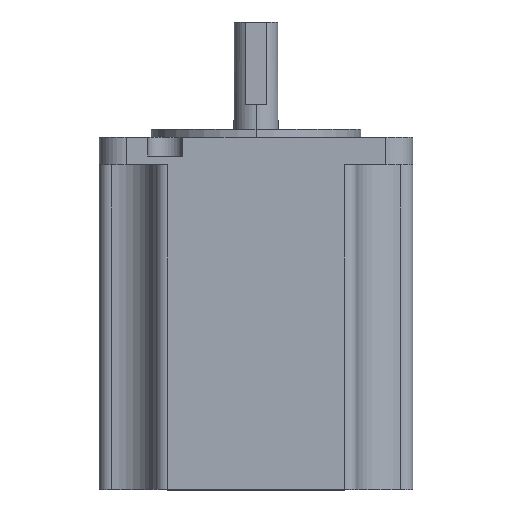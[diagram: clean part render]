
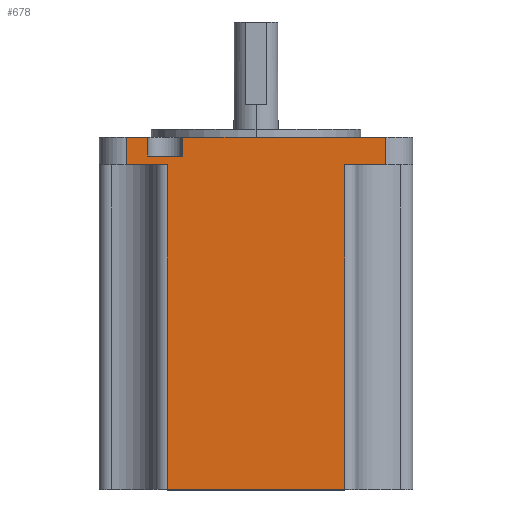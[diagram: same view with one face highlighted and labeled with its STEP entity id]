
A CAD part, top view. The second image highlights one B-rep face of the part: STEP entity #678.
In plain terms, the highlighted planar face has unit normal (0, 0, 1).
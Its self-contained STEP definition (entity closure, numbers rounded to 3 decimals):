
#24 = ORIENTED_EDGE ( 'NONE', *, *, #1103, .T. ) ;
#25 = EDGE_CURVE ( 'NONE', #985, #64, #35, .T. ) ;
#35 = LINE ( 'NONE', #829, #1990 ) ;
#46 = DIRECTION ( 'NONE',  ( 1., 0., 0. ) ) ;
#64 = VERTEX_POINT ( 'NONE', #625 ) ;
#67 = ORIENTED_EDGE ( 'NONE', *, *, #1882, .T. ) ;
#137 = VERTEX_POINT ( 'NONE', #1784 ) ;
#151 = EDGE_CURVE ( 'NONE', #2240, #878, #2126, .T. ) ;
#185 = DIRECTION ( 'NONE',  ( 1., 0., 0. ) ) ;
#236 = LINE ( 'NONE', #690, #2190 ) ;
#288 = DIRECTION ( 'NONE',  ( -1., 0., 0. ) ) ;
#329 = VECTOR ( 'NONE', #858, 1000. ) ;
#334 = CARTESIAN_POINT ( 'NONE',  ( 0., -64., 0. ) ) ;
#438 = CARTESIAN_POINT ( 'NONE',  ( 8.8, -3.4, 0. ) ) ;
#453 = VERTEX_POINT ( 'NONE', #1066 ) ;
#458 = EDGE_CURVE ( 'NONE', #1981, #137, #236, .T. ) ;
#489 = VECTOR ( 'NONE', #1531, 1000. ) ;
#522 = DIRECTION ( 'NONE',  ( -1., 0., 0. ) ) ;
#532 = CARTESIAN_POINT ( 'NONE',  ( 4.93, -6., 0. ) ) ;
#542 = LINE ( 'NONE', #601, #922 ) ;
#588 = EDGE_CURVE ( 'NONE', #2416, #453, #1399, .T. ) ;
#597 = VECTOR ( 'NONE', #185, 1000. ) ;
#601 = CARTESIAN_POINT ( 'NONE',  ( 44.6, -5., 0. ) ) ;
#604 = VERTEX_POINT ( 'NONE', #1085 ) ;
#625 = CARTESIAN_POINT ( 'NONE',  ( 15.2, -3.4, 0. ) ) ;
#643 = EDGE_CURVE ( 'NONE', #453, #1827, #1831, .T. ) ;
#675 = CARTESIAN_POINT ( 'NONE',  ( 0., -64., 0. ) ) ;
#678 = ADVANCED_FACE ( 'NONE', ( #1164 ), #1835, .T. ) ;
#690 = CARTESIAN_POINT ( 'NONE',  ( 44.6, -5., 0. ) ) ;
#715 = DIRECTION ( 'NONE',  ( 0., 1., 0. ) ) ;
#731 = VERTEX_POINT ( 'NONE', #1845 ) ;
#744 = VECTOR ( 'NONE', #2112, 1000. ) ;
#823 = CARTESIAN_POINT ( 'NONE',  ( 12.4, -5., 0. ) ) ;
#827 = VECTOR ( 'NONE', #1480, 1000. ) ;
#829 = CARTESIAN_POINT ( 'NONE',  ( 8.8, -3.4, 0. ) ) ;
#838 = LINE ( 'NONE', #675, #329 ) ;
#858 = DIRECTION ( 'NONE',  ( 1., 0., 0. ) ) ;
#874 = CARTESIAN_POINT ( 'NONE',  ( 52.07, -5., 0. ) ) ;
#878 = VERTEX_POINT ( 'NONE', #928 ) ;
#922 = VECTOR ( 'NONE', #2273, 1000. ) ;
#928 = CARTESIAN_POINT ( 'NONE',  ( 52.07, 0., 0. ) ) ;
#985 = VERTEX_POINT ( 'NONE', #1878 ) ;
#989 = LINE ( 'NONE', #2087, #489 ) ;
#991 = ORIENTED_EDGE ( 'NONE', *, *, #588, .F. ) ;
#1066 = CARTESIAN_POINT ( 'NONE',  ( 4.93, -5., 0. ) ) ;
#1085 = CARTESIAN_POINT ( 'NONE',  ( 12.4, -64., 0. ) ) ;
#1103 = EDGE_CURVE ( 'NONE', #2416, #604, #989, .T. ) ;
#1105 = DIRECTION ( 'NONE',  ( 0., 0., 1. ) ) ;
#1159 = ORIENTED_EDGE ( 'NONE', *, *, #2127, .F. ) ;
#1164 = FACE_OUTER_BOUND ( 'NONE', #1645, .T. ) ;
#1204 = CARTESIAN_POINT ( 'NONE',  ( 52.07, -6., 0. ) ) ;
#1226 = LINE ( 'NONE', #438, #744 ) ;
#1235 = CARTESIAN_POINT ( 'NONE',  ( 0., 0., 0. ) ) ;
#1244 = LINE ( 'NONE', #1204, #2179 ) ;
#1288 = CARTESIAN_POINT ( 'NONE',  ( 15.2, -3.4, 0. ) ) ;
#1356 = AXIS2_PLACEMENT_3D ( 'NONE', #334, #1105, #2405 ) ;
#1383 = EDGE_CURVE ( 'NONE', #604, #1572, #838, .T. ) ;
#1399 = LINE ( 'NONE', #2250, #2325 ) ;
#1480 = DIRECTION ( 'NONE',  ( 0., 1., 0. ) ) ;
#1501 = ORIENTED_EDGE ( 'NONE', *, *, #458, .F. ) ;
#1525 = ORIENTED_EDGE ( 'NONE', *, *, #1638, .T. ) ;
#1531 = DIRECTION ( 'NONE',  ( 0., -1., 0. ) ) ;
#1572 = VERTEX_POINT ( 'NONE', #2108 ) ;
#1605 = DIRECTION ( 'NONE',  ( 1., 0., 0. ) ) ;
#1638 = EDGE_CURVE ( 'NONE', #1981, #878, #1244, .T. ) ;
#1645 = EDGE_LOOP ( 'NONE', ( #2110, #2437, #1501, #1525, #2357, #1159, #2246, #67, #1731, #2429, #991, #24 ) ) ;
#1731 = ORIENTED_EDGE ( 'NONE', *, *, #2251, .F. ) ;
#1784 = CARTESIAN_POINT ( 'NONE',  ( 44.6, -5., 0. ) ) ;
#1800 = EDGE_CURVE ( 'NONE', #137, #1572, #542, .T. ) ;
#1812 = LINE ( 'NONE', #1288, #827 ) ;
#1827 = VERTEX_POINT ( 'NONE', #1904 ) ;
#1831 = LINE ( 'NONE', #532, #2218 ) ;
#1835 = PLANE ( 'NONE',  #1356 ) ;
#1845 = CARTESIAN_POINT ( 'NONE',  ( 8.8, 0., 0. ) ) ;
#1878 = CARTESIAN_POINT ( 'NONE',  ( 8.8, -3.4, 0. ) ) ;
#1882 = EDGE_CURVE ( 'NONE', #985, #731, #1226, .T. ) ;
#1904 = CARTESIAN_POINT ( 'NONE',  ( 4.93, 0., 0. ) ) ;
#1981 = VERTEX_POINT ( 'NONE', #874 ) ;
#1990 = VECTOR ( 'NONE', #46, 1000. ) ;
#2028 = LINE ( 'NONE', #2069, #597 ) ;
#2067 = VECTOR ( 'NONE', #1605, 1000. ) ;
#2069 = CARTESIAN_POINT ( 'NONE',  ( 0., 0., 0. ) ) ;
#2087 = CARTESIAN_POINT ( 'NONE',  ( 12.4, -5., 0. ) ) ;
#2108 = CARTESIAN_POINT ( 'NONE',  ( 44.6, -64., 0. ) ) ;
#2110 = ORIENTED_EDGE ( 'NONE', *, *, #1383, .T. ) ;
#2112 = DIRECTION ( 'NONE',  ( 0., 1., 0. ) ) ;
#2126 = LINE ( 'NONE', #1235, #2067 ) ;
#2127 = EDGE_CURVE ( 'NONE', #64, #2240, #1812, .T. ) ;
#2137 = DIRECTION ( 'NONE',  ( 0., 1., 0. ) ) ;
#2179 = VECTOR ( 'NONE', #2137, 1000. ) ;
#2190 = VECTOR ( 'NONE', #288, 1000. ) ;
#2218 = VECTOR ( 'NONE', #715, 1000. ) ;
#2240 = VERTEX_POINT ( 'NONE', #2436 ) ;
#2246 = ORIENTED_EDGE ( 'NONE', *, *, #25, .F. ) ;
#2250 = CARTESIAN_POINT ( 'NONE',  ( 12.4, -5., 0. ) ) ;
#2251 = EDGE_CURVE ( 'NONE', #1827, #731, #2028, .T. ) ;
#2273 = DIRECTION ( 'NONE',  ( 0., -1., 0. ) ) ;
#2325 = VECTOR ( 'NONE', #522, 1000. ) ;
#2357 = ORIENTED_EDGE ( 'NONE', *, *, #151, .F. ) ;
#2405 = DIRECTION ( 'NONE',  ( 1., 0., 0. ) ) ;
#2416 = VERTEX_POINT ( 'NONE', #823 ) ;
#2429 = ORIENTED_EDGE ( 'NONE', *, *, #643, .F. ) ;
#2436 = CARTESIAN_POINT ( 'NONE',  ( 15.2, 0., 0. ) ) ;
#2437 = ORIENTED_EDGE ( 'NONE', *, *, #1800, .F. ) ;
